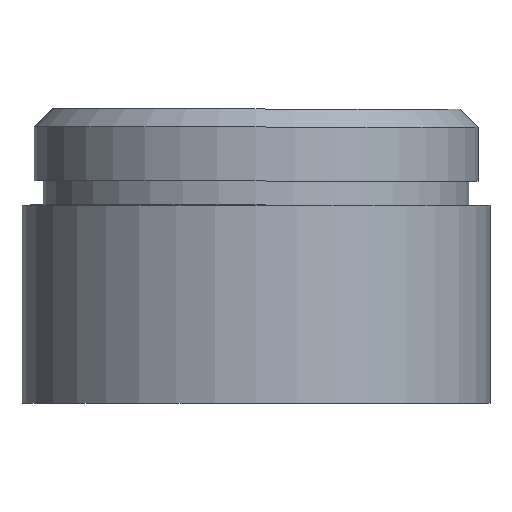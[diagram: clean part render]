
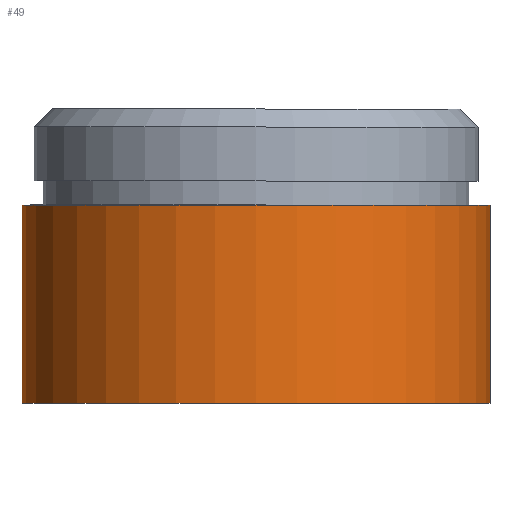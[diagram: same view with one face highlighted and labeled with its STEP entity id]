
A CAD part, front view. The second image highlights one B-rep face of the part: STEP entity #49.
In plain terms, the highlighted cylindrical face has radius 19.5 mm (diameter 39 mm), a full revolution.
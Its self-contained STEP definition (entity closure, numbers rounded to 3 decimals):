
#40=CYLINDRICAL_SURFACE('',#214,19.5);
#49=ADVANCED_FACE('',(#74,#75),#40,.T.);
#74=FACE_BOUND('',#104,.T.);
#75=FACE_BOUND('',#105,.T.);
#104=EDGE_LOOP('',(#134));
#105=EDGE_LOOP('',(#135));
#134=ORIENTED_EDGE('',*,*,#177,.T.);
#135=ORIENTED_EDGE('',*,*,#176,.T.);
#161=VERTEX_POINT('',#312);
#162=VERTEX_POINT('',#315);
#176=EDGE_CURVE('',#161,#161,#191,.T.);
#177=EDGE_CURVE('',#162,#162,#192,.T.);
#191=CIRCLE('',#211,19.5);
#192=CIRCLE('',#213,19.5);
#211=AXIS2_PLACEMENT_3D('',#311,#254,#255);
#213=AXIS2_PLACEMENT_3D('',#314,#258,#259);
#214=AXIS2_PLACEMENT_3D('',#316,#260,#261);
#254=DIRECTION('',(0.,0.,1.));
#255=DIRECTION('',(1.,0.,0.));
#258=DIRECTION('',(0.,0.,-1.));
#259=DIRECTION('',(1.,0.,0.));
#260=DIRECTION('',(0.,0.,1.));
#261=DIRECTION('',(1.,0.,0.));
#311=CARTESIAN_POINT('',(-1.827,-5.397,10.));
#312=CARTESIAN_POINT('',(17.673,-5.397,10.));
#314=CARTESIAN_POINT('',(-1.827,-5.397,26.5));
#315=CARTESIAN_POINT('',(17.673,-5.397,26.5));
#316=CARTESIAN_POINT('',(-1.827,-5.397,10.));
